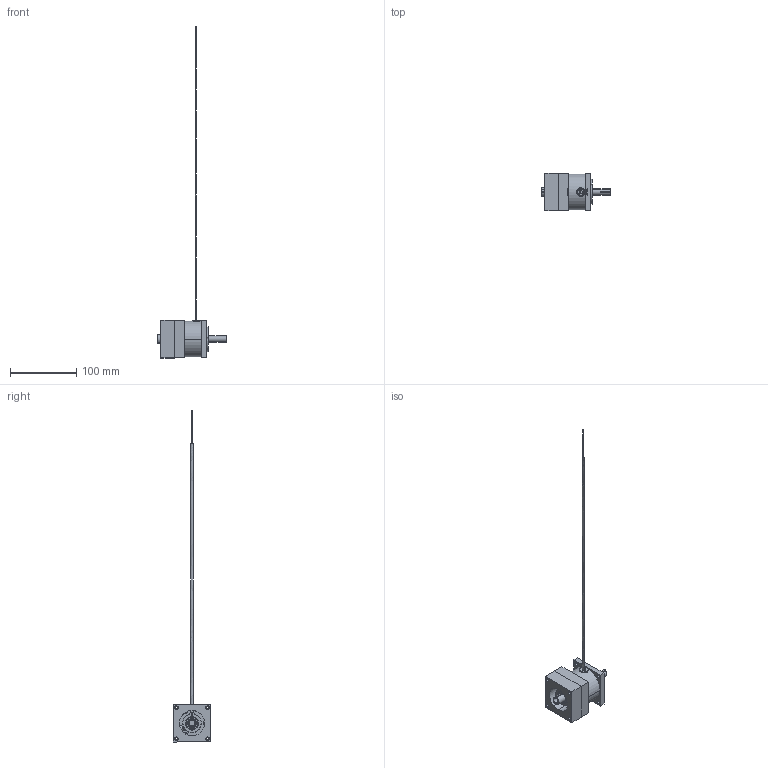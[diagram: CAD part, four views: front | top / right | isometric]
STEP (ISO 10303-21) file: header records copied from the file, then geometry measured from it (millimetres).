
FILE_DESCRIPTION (( 'STEP AP203' ), '1' );
FILE_NAME ('8923-2556.STEP', '2014-09-12T18:00:31', ( 'AIM User' ), ( 'Hewlett-Packard Company' ), 'SwSTEP 2.0', 'SolidWorks 2012', '' );
FILE_SCHEMA (( 'CONFIG_CONTROL_DESIGN' ));
Length unit declared in the file: inch
Products named in the file (1): 8923-2556
Bounding box: 104.37 x 57.15 x 501.97 mm (x, y, z)
Surface area: 37413.1 mm2 (no closed solid volume)
Topology: 0 solids, 19 shells, 161 faces, 498 edges, 349 vertices
Faces by surface type: cylinder 71, plane 63, cone 17, torus 8, bspline 2
Entity records: 6007 total; most frequent: CARTESIAN_POINT 1421, DIRECTION 993, ORIENTED_EDGE 821, EDGE_CURVE 498, AXIS2_PLACEMENT_3D 381, VERTEX_POINT 349, LINE 231, VECTOR 231
